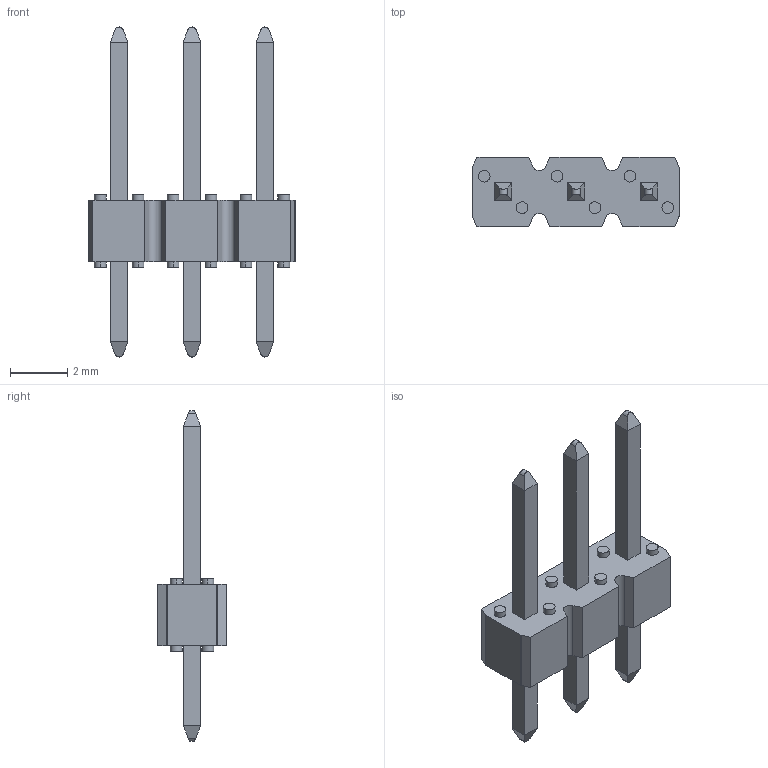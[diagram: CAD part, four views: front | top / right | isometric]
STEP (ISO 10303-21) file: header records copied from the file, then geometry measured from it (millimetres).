
FILE_DESCRIPTION((''),'2;1');
FILE_NAME('77311-Y18-03_ASM','2006-11-25T',('lmulin'),('FCI - CDC Division'),'PRO/ENGINEER BY PARAMETRIC TECHNOLOGY CORPORATION, 2004490','PRO/ENGINEER BY PARAMETRIC TECHNOLOGY CORPORATION, 2004490','');
FILE_SCHEMA(('CONFIG_CONTROL_DESIGN'));
Length unit declared in the file: millimetre
Products named in the file (3): 98471_003; 77310_Y16; 77311-Y18-03_ASM
Assembly tree (4 placements, depth 2):
  77311-Y18-03_ASM
    98471_003
    77310_Y16  x3
Bounding box: 7.22 x 2.41 x 11.5 mm (x, y, z)
Volume: 45.3 mm3; surface area: 176.9 mm2
Topology: 4 solids, 4 shells, 120 faces, 276 edges, 176 vertices
Faces by surface type: plane 82, cylinder 38
Entity records: 2823 total; most frequent: CARTESIAN_POINT 509, DIRECTION 478, ORIENTED_EDGE 440, EDGE_CURVE 220, AXIS2_PLACEMENT_3D 163, VECTOR 152, LINE 152, VERTEX_POINT 144
